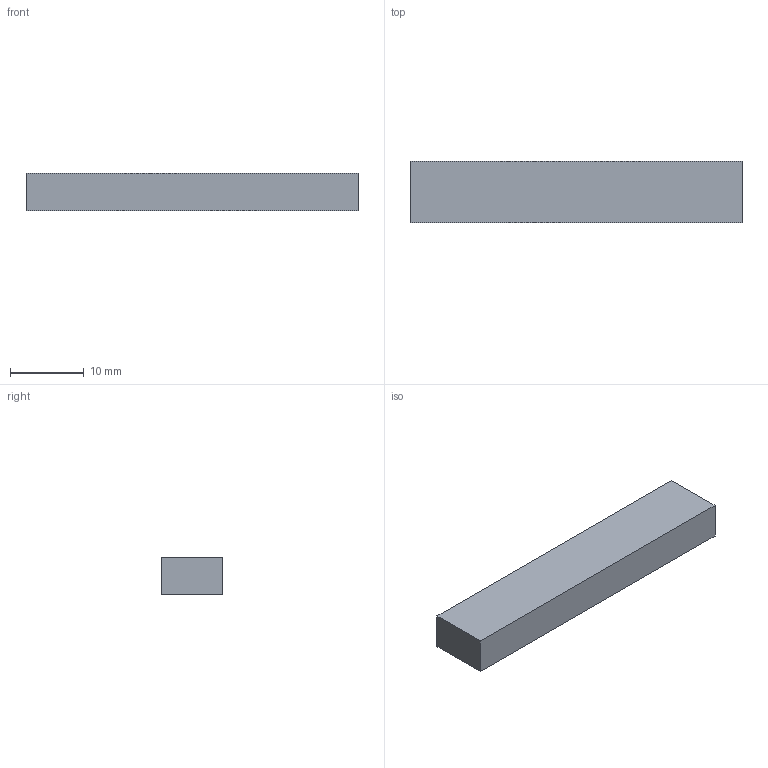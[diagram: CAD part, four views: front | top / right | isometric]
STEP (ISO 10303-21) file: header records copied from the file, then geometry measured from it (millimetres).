
FILE_DESCRIPTION (( 'STEP AP214' ), '1' );
FILE_NAME ('User Library-PIN HEADER FEMALE 2X18SLDPRT.STEP', '2015-10-25T12:41:48', ( 'Windows User' ), ( '' ), 'SwSTEP 2.0', 'SolidWorks 2015', '' );
FILE_SCHEMA (( 'AUTOMOTIVE_DESIGN' ));
Length unit declared in the file: millimetre
Products named in the file (1): User Library-PIN HEADER FEMALE 2X18SLDPRT
Bounding box: 45.04 x 8.3 x 5.08 mm (x, y, z)
Volume: 1731.1 mm3; surface area: 1838.3 mm2
Topology: 1 solids, 1 shells, 330 faces, 732 edges, 440 vertices
Faces by surface type: plane 330
Entity records: 8758 total; most frequent: CARTESIAN_POINT 1503, ORIENTED_EDGE 1464, DIRECTION 1394, VECTOR 732, LINE 732, EDGE_CURVE 732, VERTEX_POINT 440, EDGE_LOOP 366
